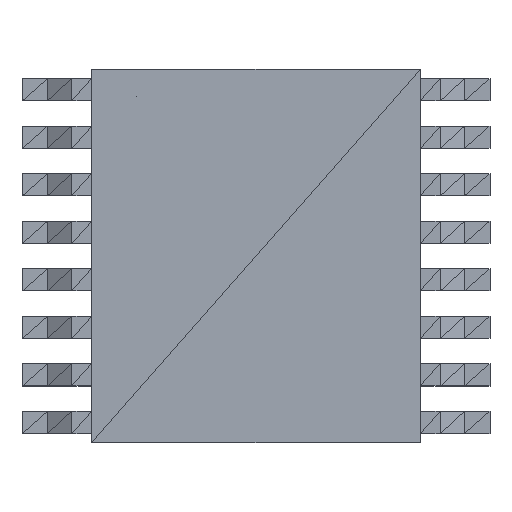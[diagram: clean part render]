
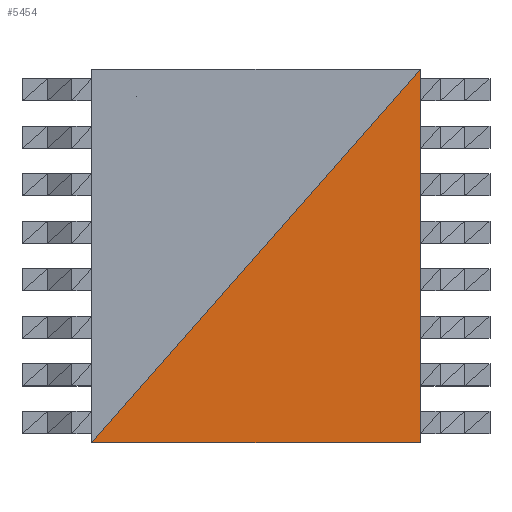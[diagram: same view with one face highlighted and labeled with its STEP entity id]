
A CAD part, top view. The second image highlights one B-rep face of the part: STEP entity #5454.
In plain terms, the highlighted planar face has unit normal (0, 0, 1).
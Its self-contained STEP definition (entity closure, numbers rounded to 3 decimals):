
#5153=CARTESIAN_POINT('',(2.248,2.553,1.194));
#5152=VERTEX_POINT('',#5153);
#5231=CARTESIAN_POINT('',(-2.248,-2.553,1.194));
#5230=VERTEX_POINT('',#5231);
#5270=CARTESIAN_POINT('',(2.248,-2.553,1.194));
#5269=VERTEX_POINT('',#5270);
#5317=EDGE_CURVE('',#5269,#5152,#5322,.T.);
#5322=LINE('',#5270,#5324);
#5324=VECTOR('',#5325,5.105);
#5325=DIRECTION('',(0.0,1.0,0.0));
#5434=EDGE_CURVE('',#5230,#5269,#5439,.T.);
#5439=LINE('',#5231,#5441);
#5441=VECTOR('',#5442,4.496);
#5442=DIRECTION('',(1.0,0.0,0.0));
#5454=ADVANCED_FACE('',(#5460),#5455,.T.);
#5455=PLANE('',#5456);
#5456=AXIS2_PLACEMENT_3D('',#5457,#5458,#5459);
#5457=CARTESIAN_POINT('',(2.248,2.553,1.194));
#5458=DIRECTION('',(0.0,0.0,1.0));
#5459=DIRECTION('',(0.,1.,0.));
#5460=FACE_OUTER_BOUND('',#5461,.T.);
#5461=EDGE_LOOP('',(#5462,#5472,#5482));
#5463=EDGE_CURVE('',#5230,#5152,#5468,.T.);
#5468=LINE('',#5231,#5470);
#5470=VECTOR('',#5471,6.803);
#5471=DIRECTION('',(0.661,0.75,0.0));
#5462=ORIENTED_EDGE('',*,*,#5463,.F.);
#5472=ORIENTED_EDGE('',*,*,#5434,.T.);
#5482=ORIENTED_EDGE('',*,*,#5317,.T.);
